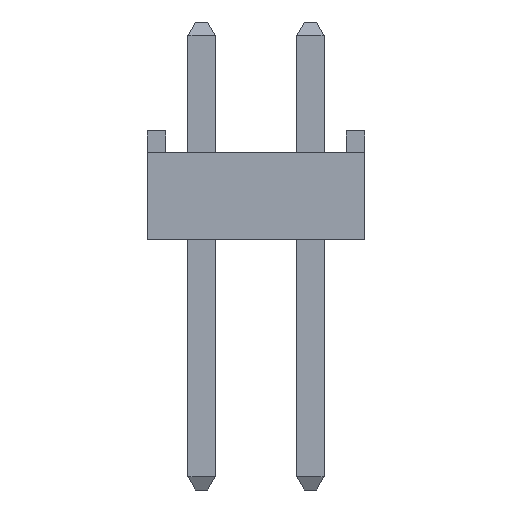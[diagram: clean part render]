
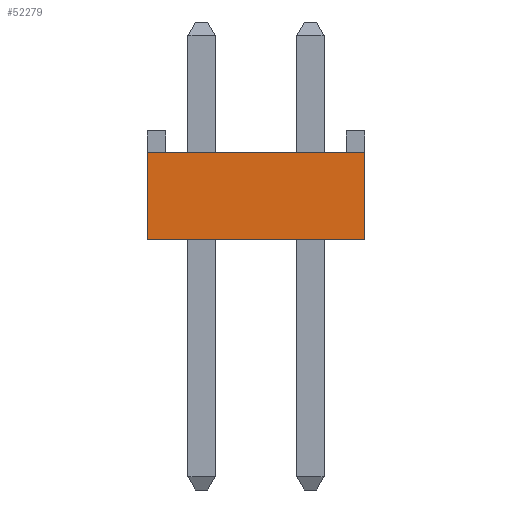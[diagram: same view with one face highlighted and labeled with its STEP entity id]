
A CAD part, left-side view. The second image highlights one B-rep face of the part: STEP entity #52279.
In plain terms, the highlighted planar face has unit normal (-1, 0, 0).
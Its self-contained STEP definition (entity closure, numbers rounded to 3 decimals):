
#51776 = EDGE_CURVE('',#51777,#51779,#51781,.T.);
#51777 = VERTEX_POINT('',#51778);
#51778 = CARTESIAN_POINT('',(-1.26,52.061,-2.097));
#51779 = VERTEX_POINT('',#51780);
#51780 = CARTESIAN_POINT('',(-1.26,46.981,-2.097));
#51781 = LINE('',#51782,#51783);
#51782 = CARTESIAN_POINT('',(-1.26,46.981,-2.097));
#51783 = VECTOR('',#51784,1.);
#51784 = DIRECTION('',(0.,-1.,0.));
#52148 = VERTEX_POINT('',#52149);
#52149 = CARTESIAN_POINT('',(-1.26,52.061,-4.129));
#52158 = VERTEX_POINT('',#52159);
#52159 = CARTESIAN_POINT('',(-1.26,46.981,-4.129));
#52165 = EDGE_CURVE('',#52158,#52148,#52166,.T.);
#52166 = LINE('',#52167,#52168);
#52167 = CARTESIAN_POINT('',(-1.26,46.981,-4.129));
#52168 = VECTOR('',#52169,1.);
#52169 = DIRECTION('',(0.,1.,0.));
#52279 = ADVANCED_FACE('',(#52280),#52296,.F.);
#52280 = FACE_BOUND('',#52281,.T.);
#52281 = EDGE_LOOP('',(#52282,#52283,#52289,#52290));
#52282 = ORIENTED_EDGE('',*,*,#51776,.F.);
#52283 = ORIENTED_EDGE('',*,*,#52284,.F.);
#52284 = EDGE_CURVE('',#52148,#51777,#52285,.T.);
#52285 = LINE('',#52286,#52287);
#52286 = CARTESIAN_POINT('',(-1.26,52.061,-4.129));
#52287 = VECTOR('',#52288,1.);
#52288 = DIRECTION('',(0.,0.,1.));
#52289 = ORIENTED_EDGE('',*,*,#52165,.F.);
#52290 = ORIENTED_EDGE('',*,*,#52291,.T.);
#52291 = EDGE_CURVE('',#52158,#51779,#52292,.T.);
#52292 = LINE('',#52293,#52294);
#52293 = CARTESIAN_POINT('',(-1.26,46.981,-4.129));
#52294 = VECTOR('',#52295,1.);
#52295 = DIRECTION('',(0.,0.,1.));
#52296 = PLANE('',#52297);
#52297 = AXIS2_PLACEMENT_3D('',#52298,#52299,#52300);
#52298 = CARTESIAN_POINT('',(-1.26,46.981,-4.129));
#52299 = DIRECTION('',(1.,0.,0.));
#52300 = DIRECTION('',(0.,-1.,0.));
